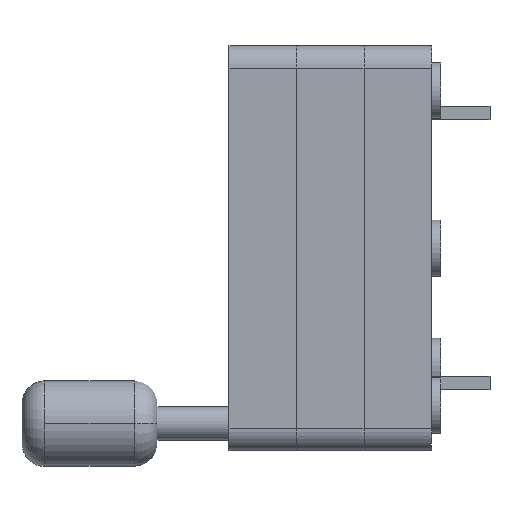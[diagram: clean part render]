
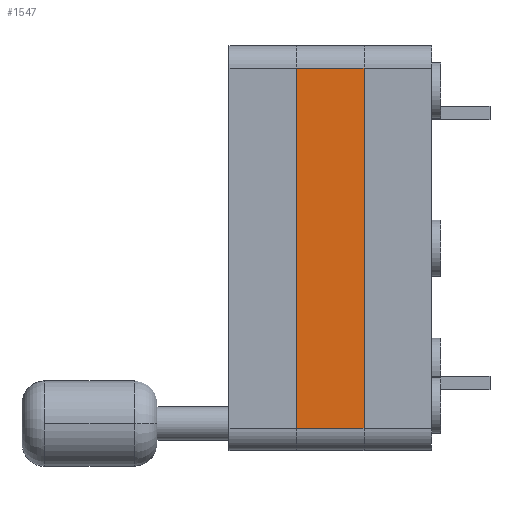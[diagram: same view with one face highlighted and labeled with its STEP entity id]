
A CAD part, left-side view. The second image highlights one B-rep face of the part: STEP entity #1547.
In plain terms, the highlighted planar face has unit normal (-1, 0, 0).
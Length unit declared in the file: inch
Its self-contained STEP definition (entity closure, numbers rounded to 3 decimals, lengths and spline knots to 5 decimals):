
#363 = CARTESIAN_POINT ( 'NONE',  ( -0.99, 0.17, 0.4 ) ) ;
#567 = VERTEX_POINT ( 'NONE', #14566 ) ;
#798 = VECTOR ( 'NONE', #8070, 39.37008 ) ;
#838 = PLANE ( 'NONE',  #3607 ) ;
#1547 = ADVANCED_FACE ( 'NONE', ( #9337 ), #838, .T. ) ;
#1680 = EDGE_CURVE ( 'NONE', #5946, #567, #6064, .T. ) ;
#1960 = DIRECTION ( 'NONE',  ( 0., 0., -1. ) ) ;
#2598 = ORIENTED_EDGE ( 'NONE', *, *, #5822, .F. ) ;
#2706 = CARTESIAN_POINT ( 'NONE',  ( -0.99, 0.32, 0.4 ) ) ;
#3607 = AXIS2_PLACEMENT_3D ( 'NONE', #12004, #13460, #14814 ) ;
#3640 = VECTOR ( 'NONE', #1960, 39.37008 ) ;
#3842 = CARTESIAN_POINT ( 'NONE',  ( -0.99, 0.17, -0.4 ) ) ;
#4705 = VECTOR ( 'NONE', #7167, 39.37008 ) ;
#5822 = EDGE_CURVE ( 'NONE', #9903, #10427, #12408, .T. ) ;
#5946 = VERTEX_POINT ( 'NONE', #14499 ) ;
#6064 = LINE ( 'NONE', #2706, #798 ) ;
#6500 = EDGE_CURVE ( 'NONE', #567, #10427, #8434, .T. ) ;
#7167 = DIRECTION ( 'NONE',  ( 0., -1., 0. ) ) ;
#7254 = EDGE_LOOP ( 'NONE', ( #2598, #16459, #14519, #17906 ) ) ;
#8070 = DIRECTION ( 'NONE',  ( 0., 0., -1. ) ) ;
#8434 = LINE ( 'NONE', #8516, #4705 ) ;
#8516 = CARTESIAN_POINT ( 'NONE',  ( -0.99, 0.32, -0.4 ) ) ;
#8953 = LINE ( 'NONE', #15381, #9385 ) ;
#9337 = FACE_OUTER_BOUND ( 'NONE', #7254, .T. ) ;
#9385 = VECTOR ( 'NONE', #15318, 39.37008 ) ;
#9903 = VERTEX_POINT ( 'NONE', #13223 ) ;
#10427 = VERTEX_POINT ( 'NONE', #3842 ) ;
#12004 = CARTESIAN_POINT ( 'NONE',  ( -0.99, 0.32, 0.4 ) ) ;
#12408 = LINE ( 'NONE', #363, #3640 ) ;
#13223 = CARTESIAN_POINT ( 'NONE',  ( -0.99, 0.17, 0.4 ) ) ;
#13460 = DIRECTION ( 'NONE',  ( -1., 0., 0. ) ) ;
#14499 = CARTESIAN_POINT ( 'NONE',  ( -0.99, 0.32, 0.4 ) ) ;
#14519 = ORIENTED_EDGE ( 'NONE', *, *, #1680, .T. ) ;
#14566 = CARTESIAN_POINT ( 'NONE',  ( -0.99, 0.32, -0.4 ) ) ;
#14814 = DIRECTION ( 'NONE',  ( 0., 0., 1. ) ) ;
#15318 = DIRECTION ( 'NONE',  ( 0., -1., 0. ) ) ;
#15381 = CARTESIAN_POINT ( 'NONE',  ( -0.99, 0.32, 0.4 ) ) ;
#16459 = ORIENTED_EDGE ( 'NONE', *, *, #16700, .F. ) ;
#16700 = EDGE_CURVE ( 'NONE', #5946, #9903, #8953, .T. ) ;
#17906 = ORIENTED_EDGE ( 'NONE', *, *, #6500, .T. ) ;
